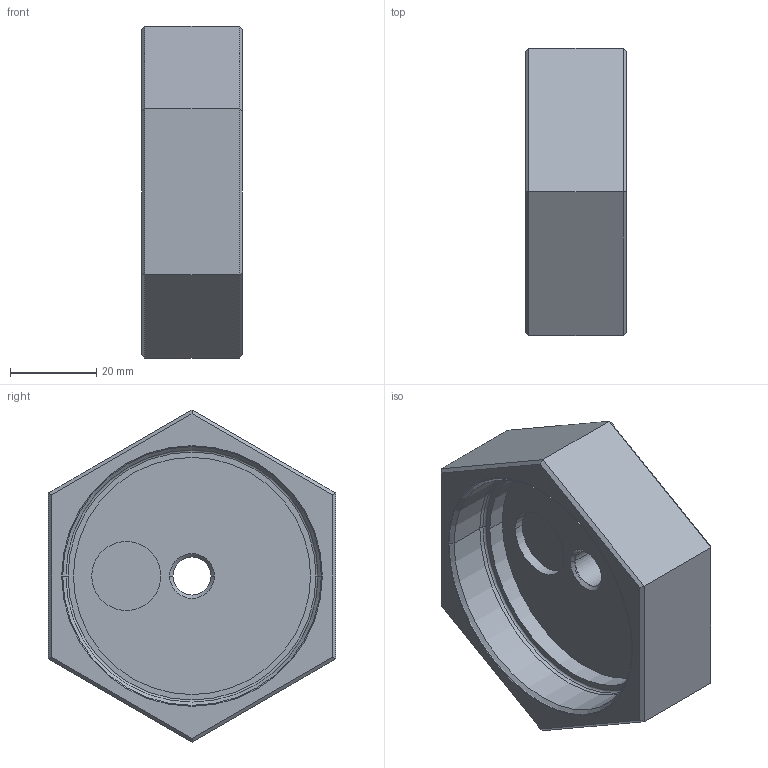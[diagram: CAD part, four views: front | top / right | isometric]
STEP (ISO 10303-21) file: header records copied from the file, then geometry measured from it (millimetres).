
FILE_DESCRIPTION((''),'2;1');
FILE_NAME('ILCM40987247','2006-03-02T',('KR'),(''),'PRO/ENGINEER BY PARAMETRIC TECHNOLOGY CORPORATION, 2004290','PRO/ENGINEER BY PARAMETRIC TECHNOLOGY CORPORATION, 2004290','');
FILE_SCHEMA(('AUTOMOTIVE_DESIGN_CC2 { 1 2 10303 214 -1 1 5 2 }'));
Length unit declared in the file: millimetre
Products named in the file (1): ILCM40987247
Bounding box: 23.37 x 66.67 x 76.99 mm (x, y, z)
Volume: 49699 mm3; surface area: 17809.3 mm2
Topology: 1 solids, 3 shells, 50 faces, 108 edges, 66 vertices
Faces by surface type: plane 26, cylinder 14, cone 8, torus 2
Entity records: 1478 total; most frequent: DIRECTION 254, CARTESIAN_POINT 225, ORIENTED_EDGE 208, EDGE_CURVE 108, COLOUR_RGB 105, AXIS2_PLACEMENT_3D 95, VERTEX_POINT 66, VECTOR 64
